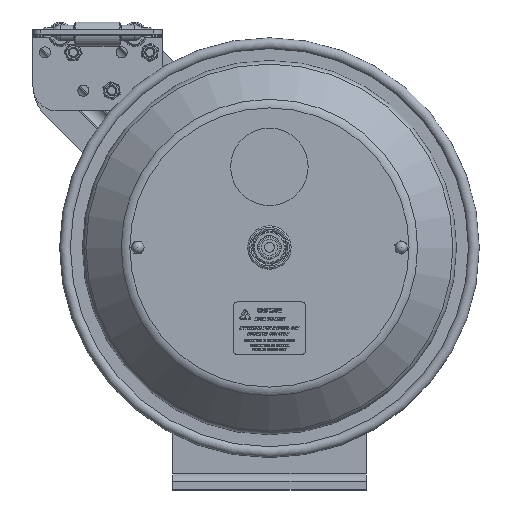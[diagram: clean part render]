
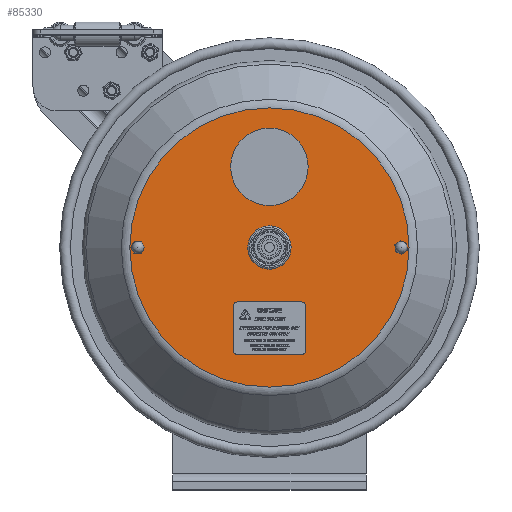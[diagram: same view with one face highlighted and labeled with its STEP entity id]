
A CAD part, top view. The second image highlights one B-rep face of the part: STEP entity #85330.
In plain terms, the highlighted planar face has unit normal (0, 0, 1).
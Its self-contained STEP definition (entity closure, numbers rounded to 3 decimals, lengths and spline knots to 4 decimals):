
#4891=FACE_BOUND('',#11493,.T.);
#4892=FACE_BOUND('',#11494,.T.);
#4893=FACE_BOUND('',#11495,.T.);
#6415=CIRCLE('',#90393,4.325);
#6416=CIRCLE('',#90394,4.325);
#6418=CIRCLE('',#90397,0.625);
#6419=CIRCLE('',#90398,0.1094);
#6420=CIRCLE('',#90399,0.1094);
#7815=FACE_OUTER_BOUND('',#11492,.T.);
#11492=EDGE_LOOP('',(#61016,#61017));
#11493=EDGE_LOOP('',(#61018));
#11494=EDGE_LOOP('',(#61019));
#11495=EDGE_LOOP('',(#61020));
#34464=VERTEX_POINT('',#116327);
#34465=VERTEX_POINT('',#116328);
#34466=VERTEX_POINT('',#116333);
#34467=VERTEX_POINT('',#116335);
#34468=VERTEX_POINT('',#116337);
#45559=EDGE_CURVE('',#34464,#34465,#6415,.T.);
#45560=EDGE_CURVE('',#34465,#34464,#6416,.T.);
#45562=EDGE_CURVE('',#34466,#34466,#6418,.T.);
#45563=EDGE_CURVE('',#34467,#34467,#6419,.T.);
#45564=EDGE_CURVE('',#34468,#34468,#6420,.T.);
#61016=ORIENTED_EDGE('',*,*,#45559,.T.);
#61017=ORIENTED_EDGE('',*,*,#45560,.T.);
#61018=ORIENTED_EDGE('',*,*,#45562,.T.);
#61019=ORIENTED_EDGE('',*,*,#45563,.T.);
#61020=ORIENTED_EDGE('',*,*,#45564,.T.);
#79240=PLANE('',#90396);
#85330=ADVANCED_FACE('',(#7815,#4891,#4892,#4893),#79240,.T.);
#90393=AXIS2_PLACEMENT_3D('',#116329,#97585,#97586);
#90394=AXIS2_PLACEMENT_3D('',#116330,#97587,#97588);
#90396=AXIS2_PLACEMENT_3D('',#116332,#97591,#97592);
#90397=AXIS2_PLACEMENT_3D('',#116334,#97593,#97594);
#90398=AXIS2_PLACEMENT_3D('',#116336,#97595,#97596);
#90399=AXIS2_PLACEMENT_3D('',#116338,#97597,#97598);
#97585=DIRECTION('center_axis',(0.,0.,1.));
#97586=DIRECTION('ref_axis',(-1.,0.,0.));
#97587=DIRECTION('center_axis',(0.,0.,1.));
#97588=DIRECTION('ref_axis',(-1.,0.,0.));
#97591=DIRECTION('center_axis',(0.,0.,1.));
#97592=DIRECTION('ref_axis',(0.,-1.,0.));
#97593=DIRECTION('center_axis',(0.,0.,-1.));
#97594=DIRECTION('ref_axis',(-1.,0.,0.));
#97595=DIRECTION('center_axis',(0.,0.,-1.));
#97596=DIRECTION('ref_axis',(1.,0.,0.));
#97597=DIRECTION('center_axis',(0.,0.,-1.));
#97598=DIRECTION('ref_axis',(1.,0.,0.));
#116327=CARTESIAN_POINT('',(-4.325,0.,6.6451));
#116328=CARTESIAN_POINT('',(0.,4.325,6.6451));
#116329=CARTESIAN_POINT('Origin',(0.,0.,
6.6451));
#116330=CARTESIAN_POINT('Origin',(0.,0.,
6.6451));
#116332=CARTESIAN_POINT('Origin',(-2.1625,0.,6.6451));
#116333=CARTESIAN_POINT('',(0.625,0.,6.6451));
#116334=CARTESIAN_POINT('Origin',(0.,0.,
6.6451));
#116335=CARTESIAN_POINT('',(-3.9687,0.,6.6451));
#116336=CARTESIAN_POINT('Origin',(-4.0781,0.,6.6451));
#116337=CARTESIAN_POINT('',(4.1875,0.,6.6451));
#116338=CARTESIAN_POINT('Origin',(4.0781,0.,6.6451));
